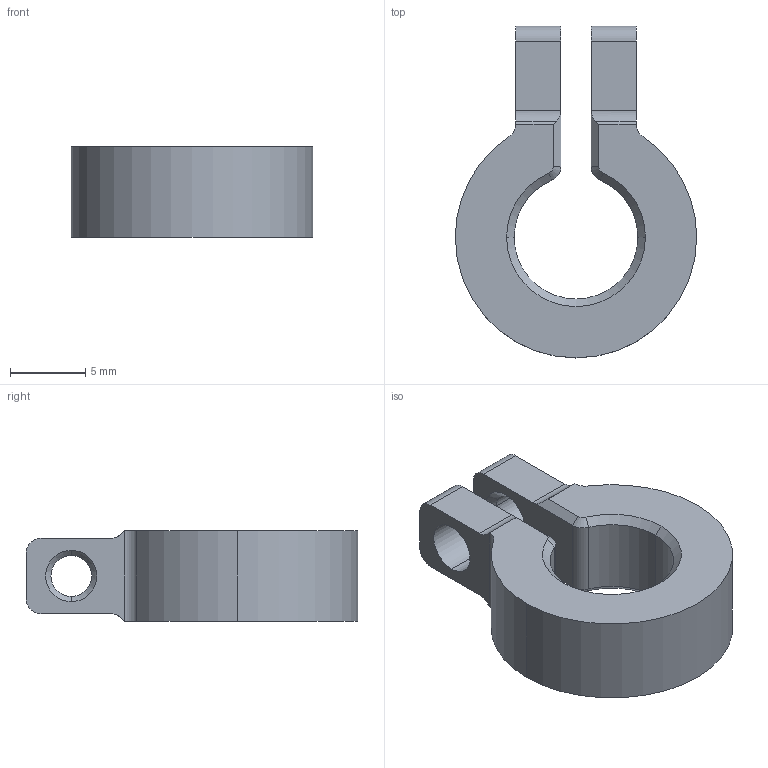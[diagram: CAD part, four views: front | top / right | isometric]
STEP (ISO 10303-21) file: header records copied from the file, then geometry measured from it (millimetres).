
FILE_DESCRIPTION (( 'STEP AP203' ), '1' );
FILE_NAME ('Stop ring.STEP', '2021-07-20T20:54:15', ( '' ), ( '' ), 'SwSTEP 2.0', 'SolidWorks 2015', '' );
FILE_SCHEMA (( 'CONFIG_CONTROL_DESIGN' ));
Length unit declared in the file: millimetre
Products named in the file (1): Stop ring
Bounding box: 16 x 22 x 6 mm (x, y, z)
Volume: 981 mm3; surface area: 961.5 mm2
Topology: 1 solids, 1 shells, 54 faces, 136 edges, 84 vertices
Faces by surface type: cylinder 22, plane 20, cone 12
Entity records: 1699 total; most frequent: DIRECTION 296, CARTESIAN_POINT 287, ORIENTED_EDGE 272, EDGE_CURVE 136, AXIS2_PLACEMENT_3D 109, VERTEX_POINT 84, VECTOR 78, LINE 78
